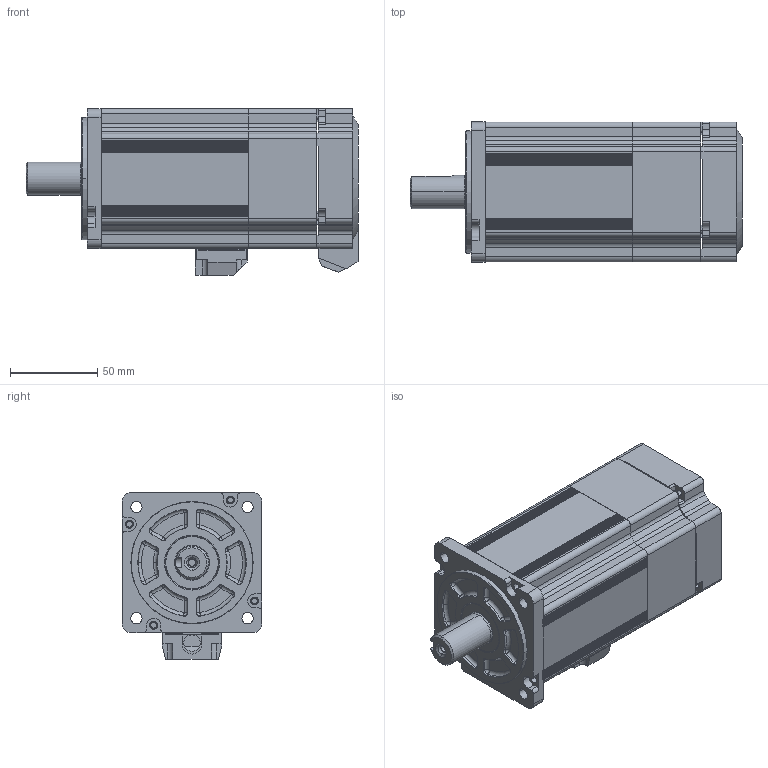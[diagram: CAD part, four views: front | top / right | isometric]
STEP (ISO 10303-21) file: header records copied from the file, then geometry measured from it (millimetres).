
FILE_DESCRIPTION (( 'STEP AP203' ), '1' );
FILE_NAME ('MF3S-80-惕掅蚾饜极.STEP', '2022-04-20T07:21:52', ( '' ), ( '' ), 'SwSTEP 2.0', 'SolidWorks 2016', '' );
FILE_SCHEMA (( 'CONFIG_CONTROL_DESIGN' ));
Length unit declared in the file: millimetre
Products named in the file (1): MF3S-80-惕掅蚾饜极
Bounding box: 190 x 80 x 95.3 mm (x, y, z)
Surface area: 79539 mm2 (no closed solid volume)
Topology: 0 solids, 10 shells, 623 faces, 1887 edges, 1280 vertices
Faces by surface type: cylinder 370, plane 147, cone 34, sphere 28, bspline 25, torus 19
Entity records: 22530 total; most frequent: CARTESIAN_POINT 5098, DIRECTION 3971, ORIENTED_EDGE 3293, EDGE_CURVE 1887, AXIS2_PLACEMENT_3D 1573, VERTEX_POINT 1280, CIRCLE 974, LINE 825
